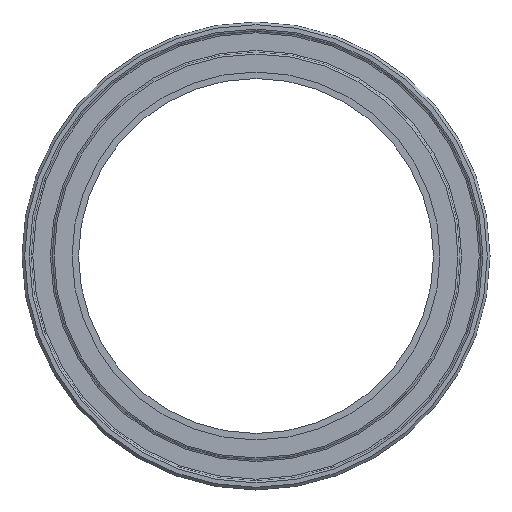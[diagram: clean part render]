
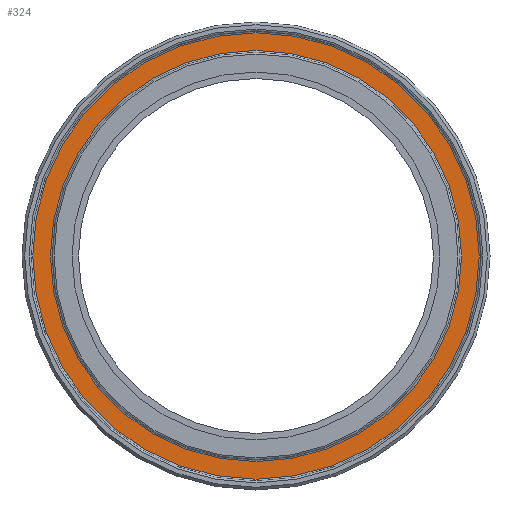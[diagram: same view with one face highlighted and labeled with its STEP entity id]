
A CAD part, left-side view. The second image highlights one B-rep face of the part: STEP entity #324.
In plain terms, the highlighted planar face has unit normal (-1, 0, 0).
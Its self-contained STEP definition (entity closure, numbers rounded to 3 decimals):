
#15=FACE_BOUND('',#68,.T.);
#21=PLANE('',#385);
#45=FACE_OUTER_BOUND('',#67,.T.);
#67=EDGE_LOOP('',(#255));
#68=EDGE_LOOP('',(#256));
#124=CIRCLE('',#381,57.1);
#127=CIRCLE('',#386,62.);
#158=VERTEX_POINT('',#581);
#161=VERTEX_POINT('',#591);
#193=EDGE_CURVE('',#158,#158,#124,.T.);
#197=EDGE_CURVE('',#161,#161,#127,.T.);
#255=ORIENTED_EDGE('',*,*,#197,.F.);
#256=ORIENTED_EDGE('',*,*,#193,.F.);
#324=ADVANCED_FACE('',(#45,#15),#21,.T.);
#381=AXIS2_PLACEMENT_3D('',#583,#462,#463);
#385=AXIS2_PLACEMENT_3D('',#590,#471,#472);
#386=AXIS2_PLACEMENT_3D('',#592,#473,#474);
#462=DIRECTION('center_axis',(-1.,0.,0.));
#463=DIRECTION('ref_axis',(0.,0.,-1.));
#471=DIRECTION('center_axis',(-1.,0.,0.));
#472=DIRECTION('ref_axis',(0.,0.,1.));
#473=DIRECTION('center_axis',(1.,0.,0.));
#474=DIRECTION('ref_axis',(0.,0.,-1.));
#581=CARTESIAN_POINT('',(-10.,0.,57.1));
#583=CARTESIAN_POINT('Origin',(-10.,0.,0.));
#590=CARTESIAN_POINT('Origin',(-10.,0.,62.5));
#591=CARTESIAN_POINT('',(-10.,0.,62.));
#592=CARTESIAN_POINT('Origin',(-10.,0.,0.));
